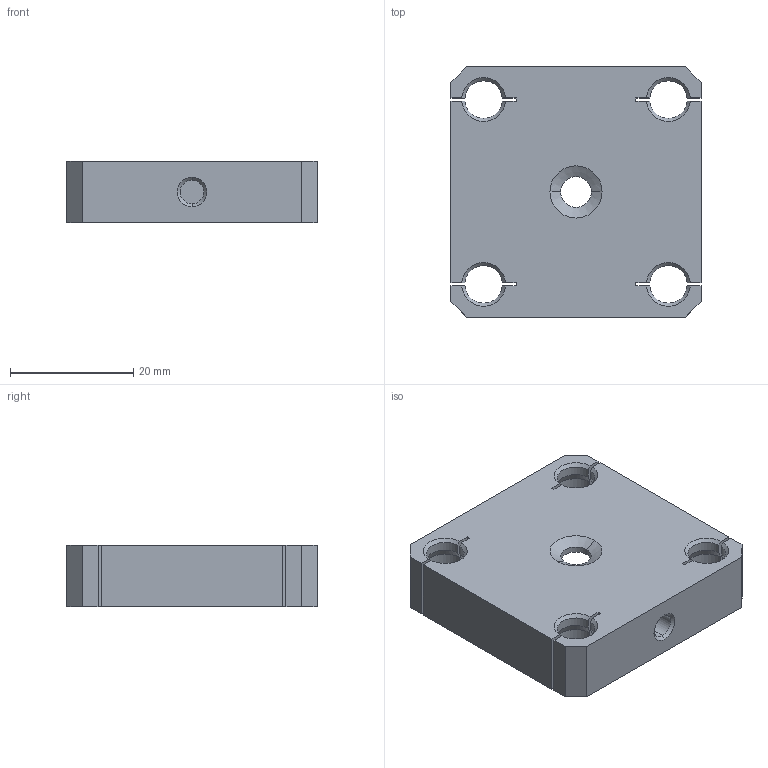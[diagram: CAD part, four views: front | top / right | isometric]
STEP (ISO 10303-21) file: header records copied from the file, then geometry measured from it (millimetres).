
FILE_DESCRIPTION (( 'STEP AP214' ), '1' );
FILE_NAME ('THR-102-050-110_01.STEP', '2025-01-08T21:52:28', ( '' ), ( '' ), 'SwSTEP 2.0', 'SolidWorks 2022', '' );
FILE_SCHEMA (( 'AUTOMOTIVE_DESIGN' ));
Length unit declared in the file: millimetre
Products named in the file (1): THR-102-050-110_01
Bounding box: 40.6 x 40.6 x 10 mm (x, y, z)
Volume: 8815 mm3; surface area: 6560.4 mm2
Topology: 1 solids, 1 shells, 117 faces, 329 edges, 216 vertices
Faces by surface type: cone 42, plane 40, cylinder 35
Entity records: 3982 total; most frequent: CARTESIAN_POINT 968, ORIENTED_EDGE 658, DIRECTION 590, EDGE_CURVE 329, VERTEX_POINT 216, AXIS2_PLACEMENT_3D 214, LINE 162, VECTOR 162
